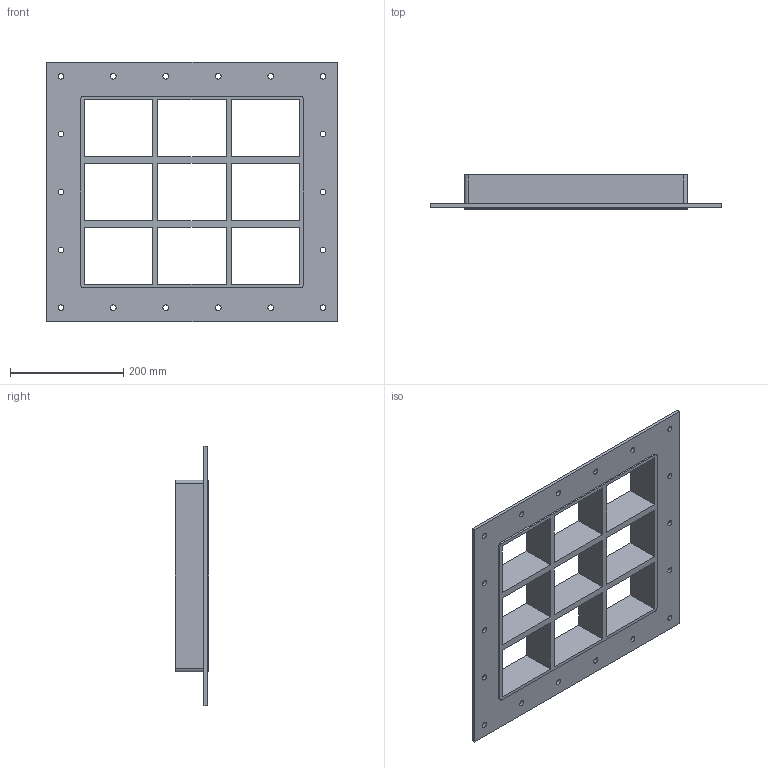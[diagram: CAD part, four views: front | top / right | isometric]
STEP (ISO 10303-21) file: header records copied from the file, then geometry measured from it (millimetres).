
FILE_DESCRIPTION((''),'2;1');
FILE_NAME('GBEX2+2+2X3.stp','2015-12-16T16:38:46',(''),(''),'Autodesk Inventor 2013','Autodesk Inventor 2013','');
FILE_SCHEMA(('AUTOMOTIVE_DESIGN { 1 0 10303 214 1 1 1 1 }'));
Length unit declared in the file: millimetre
Products named in the file (1): roxtec S_SF_G
Bounding box: 513.5 x 60 x 459 mm (x, y, z)
Volume: 2035369 mm3; surface area: 582333.2 mm2
Topology: 1 solids, 1 shells, 78 faces, 240 edges, 166 vertices
Faces by surface type: plane 52, cylinder 26
Full cylindrical faces by diameter (mm): 10 x18
Entity records: 2582 total; most frequent: CARTESIAN_POINT 431, DIRECTION 414, ORIENTED_EDGE 408, EDGE_CURVE 204, EDGE_LOOP 152, VECTOR 152, LINE 152, VERTEX_POINT 148
